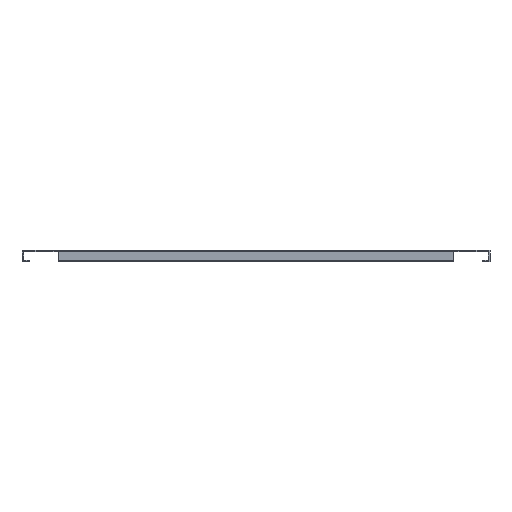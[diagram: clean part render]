
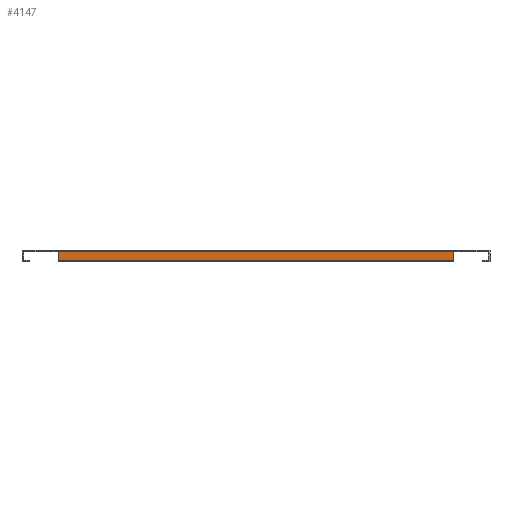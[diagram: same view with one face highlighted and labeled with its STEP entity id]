
A CAD part, front view. The second image highlights one B-rep face of the part: STEP entity #4147.
In plain terms, the highlighted planar face has unit normal (0, -1, 0).
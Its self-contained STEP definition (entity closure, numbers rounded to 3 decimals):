
#606=DIRECTION('',(1.,0.,0.));
#607=VECTOR('',#606,20.5);
#608=CARTESIAN_POINT('',(-461.5,-1045.,0.));
#609=LINE('',#608,#607);
#1760=DIRECTION('',(0.,0.,1.));
#1761=VECTOR('',#1760,2.5);
#1762=CARTESIAN_POINT('',(211.5,-1045.,0.));
#1763=LINE('',#1762,#1761);
#1767=DIRECTION('',(1.,0.,0.));
#1768=VECTOR('',#1767,673.);
#1769=CARTESIAN_POINT('',(-461.5,-1045.,2.5));
#1770=LINE('',#1769,#1768);
#1774=DIRECTION('',(-1.,0.,0.));
#1775=VECTOR('',#1774,20.5);
#1776=CARTESIAN_POINT('',(211.5,-1045.,0.));
#1777=LINE('',#1776,#1775);
#1781=DIRECTION('',(0.,0.,1.));
#1782=VECTOR('',#1781,15.5);
#1783=CARTESIAN_POINT('',(-441.,-1045.,-15.5));
#1784=LINE('',#1783,#1782);
#1788=DIRECTION('',(0.,0.,1.));
#1789=VECTOR('',#1788,2.5);
#1790=CARTESIAN_POINT('',(-461.5,-1045.,0.));
#1791=LINE('',#1790,#1789);
#1809=DIRECTION('',(0.,0.,1.));
#1810=VECTOR('',#1809,15.5);
#1811=CARTESIAN_POINT('',(191.,-1045.,-15.5));
#1812=LINE('',#1811,#1810);
#1872=DIRECTION('',(1.,0.,0.));
#1873=VECTOR('',#1872,632.);
#1874=CARTESIAN_POINT('',(-441.,-1045.,-15.5));
#1875=LINE('',#1874,#1873);
#2463=CARTESIAN_POINT('',(-461.5,-1045.,0.));
#2464=VERTEX_POINT('',#2463);
#2465=CARTESIAN_POINT('',(-441.,-1045.,0.));
#2466=VERTEX_POINT('',#2465);
#2531=CARTESIAN_POINT('',(-461.5,-1045.,2.5));
#2533=VERTEX_POINT('',#2531);
#2577=CARTESIAN_POINT('',(-441.,-1045.,-15.5));
#2578=VERTEX_POINT('',#2577);
#2659=CARTESIAN_POINT('',(191.,-1045.,0.));
#2661=VERTEX_POINT('',#2659);
#2663=CARTESIAN_POINT('',(211.5,-1045.,0.));
#2664=VERTEX_POINT('',#2663);
#2787=CARTESIAN_POINT('',(211.5,-1045.,2.5));
#2788=VERTEX_POINT('',#2787);
#2797=CARTESIAN_POINT('',(191.,-1045.,-15.5));
#2798=VERTEX_POINT('',#2797);
#4128=CARTESIAN_POINT('',(0.,-1045.,0.));
#4129=DIRECTION('',(0.,-1.,0.));
#4130=DIRECTION('',(0.,0.,-1.));
#4131=AXIS2_PLACEMENT_3D('',#4128,#4129,#4130);
#4132=PLANE('',#4131);
#4133=ORIENTED_EDGE('',*,*,#3154,.T.);
#4134=ORIENTED_EDGE('',*,*,#4123,.F.);
#4135=ORIENTED_EDGE('',*,*,#2822,.T.);
#4137=ORIENTED_EDGE('',*,*,#4136,.F.);
#4139=ORIENTED_EDGE('',*,*,#4138,.F.);
#4141=ORIENTED_EDGE('',*,*,#4140,.T.);
#4142=ORIENTED_EDGE('',*,*,#2958,.F.);
#4144=ORIENTED_EDGE('',*,*,#4143,.T.);
#4145=EDGE_LOOP('',(#4133,#4134,#4135,#4137,#4139,#4141,#4142,#4144));
#4146=FACE_OUTER_BOUND('',#4145,.F.);
#2822=EDGE_CURVE('',#2664,#2661,#1777,.T.);
#2958=EDGE_CURVE('',#2464,#2466,#609,.T.);
#3154=EDGE_CURVE('',#2533,#2788,#1770,.T.);
#4123=EDGE_CURVE('',#2664,#2788,#1763,.T.);
#4136=EDGE_CURVE('',#2798,#2661,#1812,.T.);
#4138=EDGE_CURVE('',#2578,#2798,#1875,.T.);
#4140=EDGE_CURVE('',#2578,#2466,#1784,.T.);
#4143=EDGE_CURVE('',#2464,#2533,#1791,.T.);
#4147=ADVANCED_FACE('',(#4146),#4132,.T.);
